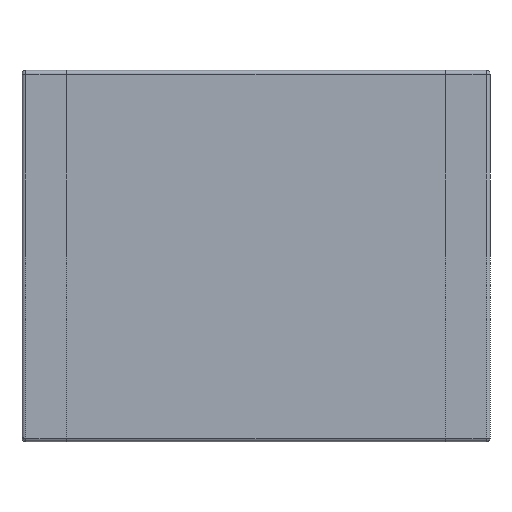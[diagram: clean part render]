
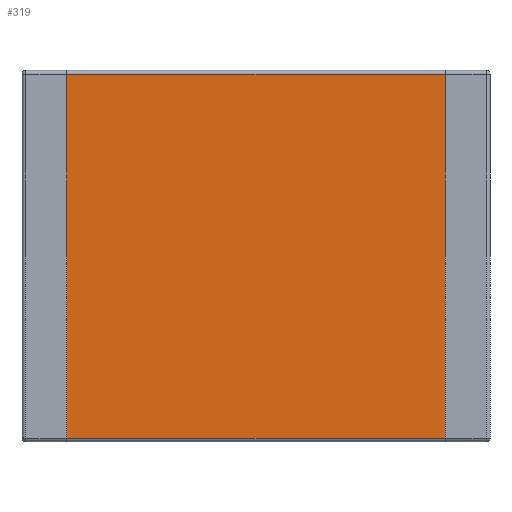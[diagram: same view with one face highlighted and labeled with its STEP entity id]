
A CAD part, front view. The second image highlights one B-rep face of the part: STEP entity #319.
In plain terms, the highlighted planar face has unit normal (0, -1, 0).
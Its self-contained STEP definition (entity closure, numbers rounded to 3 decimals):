
#163 = VERTEX_POINT ( 'NONE', #962 ) ;
#194 = VERTEX_POINT ( 'NONE', #1034 ) ;
#196 = EDGE_CURVE ( 'NONE', #194, #163, #1033, .T. ) ;
#208 = EDGE_CURVE ( 'NONE', #233, #209, #1051, .T. ) ;
#209 = VERTEX_POINT ( 'NONE', #1108 ) ;
#233 = VERTEX_POINT ( 'NONE', #1151 ) ;
#319 = ADVANCED_FACE ( 'NONE', ( #1440 ), #1473, .T. ) ;
#320 = ORIENTED_EDGE ( 'NONE', *, *, #208, .F. ) ;
#321 = ORIENTED_EDGE ( 'NONE', *, *, #322, .T. ) ;
#322 = EDGE_CURVE ( 'NONE', #233, #163, #1468, .T. ) ;
#323 = ORIENTED_EDGE ( 'NONE', *, *, #196, .F. ) ;
#324 = ORIENTED_EDGE ( 'NONE', *, *, #325, .T. ) ;
#325 = EDGE_CURVE ( 'NONE', #194, #209, #1463, .T. ) ;
#341 = EDGE_LOOP ( 'NONE', ( #320, #321, #323, #324 ) ) ;
#962 = CARTESIAN_POINT ( 'NONE',  ( 2.55, 0., -2.45 ) ) ;
#1030 = DIRECTION ( 'NONE',  ( 0., 0., -1. ) ) ;
#1031 = VECTOR ( 'NONE', #1030, 1000. ) ;
#1032 = CARTESIAN_POINT ( 'NONE',  ( 2.55, 0., -2.5 ) ) ;
#1033 = LINE ( 'NONE', #1032, #1031 ) ;
#1034 = CARTESIAN_POINT ( 'NONE',  ( 2.55, 0., 2.45 ) ) ;
#1050 = CARTESIAN_POINT ( 'NONE',  ( -2.55, 0., -2.5 ) ) ;
#1051 = LINE ( 'NONE', #1050, #1110 ) ;
#1108 = CARTESIAN_POINT ( 'NONE',  ( -2.55, 0., 2.45 ) ) ;
#1109 = DIRECTION ( 'NONE',  ( 0., 0., 1. ) ) ;
#1110 = VECTOR ( 'NONE', #1109, 1000. ) ;
#1151 = CARTESIAN_POINT ( 'NONE',  ( -2.55, 0., -2.45 ) ) ;
#1440 = FACE_OUTER_BOUND ( 'NONE', #341, .T. ) ;
#1460 = DIRECTION ( 'NONE',  ( -1., 0., 0. ) ) ;
#1461 = VECTOR ( 'NONE', #1460, 1000. ) ;
#1462 = CARTESIAN_POINT ( 'NONE',  ( -3.15, 0., 2.45 ) ) ;
#1463 = LINE ( 'NONE', #1462, #1461 ) ;
#1465 = DIRECTION ( 'NONE',  ( 1., 0., 0. ) ) ;
#1466 = VECTOR ( 'NONE', #1465, 1000. ) ;
#1467 = CARTESIAN_POINT ( 'NONE',  ( 3.15, 0., -2.45 ) ) ;
#1468 = LINE ( 'NONE', #1467, #1466 ) ;
#1469 = DIRECTION ( 'NONE',  ( 0., 0., -1. ) ) ;
#1470 = DIRECTION ( 'NONE',  ( 0., -1., 0. ) ) ;
#1471 = CARTESIAN_POINT ( 'NONE',  ( 3.15, 0., -2.5 ) ) ;
#1472 = AXIS2_PLACEMENT_3D ( 'NONE', #1471, #1470, #1469 ) ;
#1473 = PLANE ( 'NONE',  #1472 ) ;
